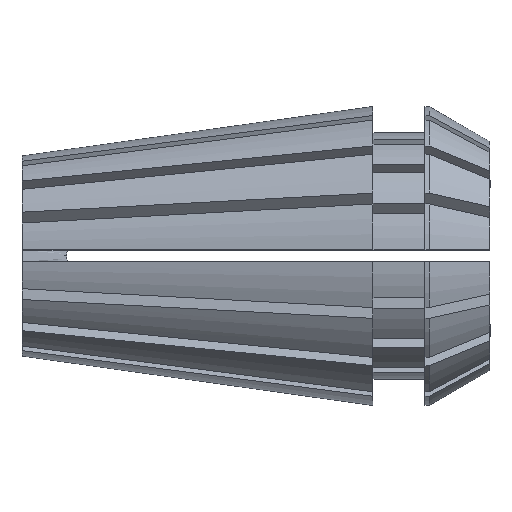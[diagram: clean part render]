
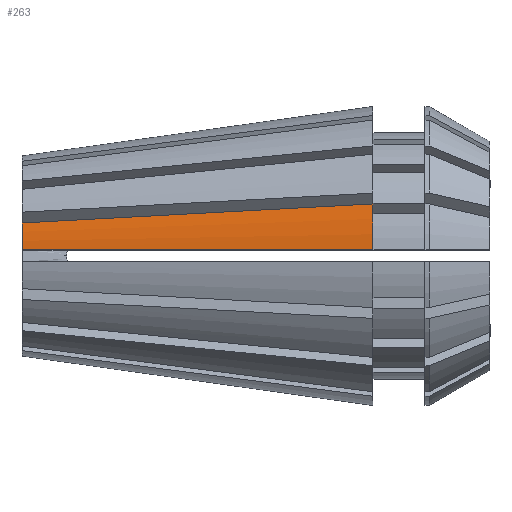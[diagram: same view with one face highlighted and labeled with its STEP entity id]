
A CAD part, top view. The second image highlights one B-rep face of the part: STEP entity #263.
In plain terms, the highlighted conical face has half-angle 8 degrees and reference radius 5.753 mm.
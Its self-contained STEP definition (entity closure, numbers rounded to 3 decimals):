
#58 = CARTESIAN_POINT ( 'NONE',  ( 0., 0., 0. ) ) ;
#234 = CARTESIAN_POINT ( 'NONE',  ( 13.5, 0., 0. ) ) ;
#263 = ADVANCED_FACE ( 'NONE', ( #2148 ), #2525, .T. ) ;
#327 = DIRECTION ( 'NONE',  ( -1., 0., 0. ) ) ;
#334 = DIRECTION ( 'NONE',  ( 0., 0., 1. ) ) ;
#402 = CARTESIAN_POINT ( 'NONE',  ( 5.527, 0.225, 4.627 ) ) ;
#523 = CARTESIAN_POINT ( 'NONE',  ( 13.5, 0., 0. ) ) ;
#529 = EDGE_CURVE ( 'NONE', #2965, #5556, #2734, .T. ) ;
#544 = CARTESIAN_POINT ( 'NONE',  ( 0., 1.265, 3.642 ) ) ;
#718 = EDGE_CURVE ( 'NONE', #868, #1139, #3488, .T. ) ;
#735 = AXIS2_PLACEMENT_3D ( 'NONE', #234, #1310, #1250 ) ;
#743 = ORIENTED_EDGE ( 'NONE', *, *, #718, .T. ) ;
#868 = VERTEX_POINT ( 'NONE', #1271 ) ;
#915 = AXIS2_PLACEMENT_3D ( 'NONE', #58, #327, #334 ) ;
#989 = ORIENTED_EDGE ( 'NONE', *, *, #529, .F. ) ;
#1063 = B_SPLINE_CURVE_WITH_KNOTS ( 'NONE', 3,
 ( #5139, #4431, #2184, #1728, #402, #5412, #4050, #1362, #5577, #4319 ),
 .UNSPECIFIED., .F., .F.,
 ( 4, 3, 3, 4 ),
 ( 0.023, 0.029, 0.036, 0.037 ),
 .UNSPECIFIED. ) ;
#1139 = VERTEX_POINT ( 'NONE', #4901 ) ;
#1210 = AXIS2_PLACEMENT_3D ( 'NONE', #523, #2006, #1944 ) ;
#1250 = DIRECTION ( 'NONE',  ( 0., 0., 1. ) ) ;
#1271 = CARTESIAN_POINT ( 'NONE',  ( 13.5, 0.225, 5.749 ) ) ;
#1310 = DIRECTION ( 'NONE',  ( -1., 0., 0. ) ) ;
#1362 = CARTESIAN_POINT ( 'NONE',  ( 0.607, 0.225, 3.935 ) ) ;
#1389 = EDGE_CURVE ( 'NONE', #5556, #1139, #1850, .T. ) ;
#1550 = ORIENTED_EDGE ( 'NONE', *, *, #2850, .F. ) ;
#1728 = CARTESIAN_POINT ( 'NONE',  ( 7.836, 0.225, 4.952 ) ) ;
#1839 = CARTESIAN_POINT ( 'NONE',  ( 0., 0.225, 3.849 ) ) ;
#1850 = B_SPLINE_CURVE_WITH_KNOTS ( 'NONE', 3,
 ( #5468, #3599, #3560, #3261, #2735, #3682, #2717 ),
 .UNSPECIFIED., .F., .F.,
 ( 4, 3, 4 ),
 ( 0., 0.007, 0.014 ),
 .UNSPECIFIED. ) ;
#1944 = DIRECTION ( 'NONE',  ( 0., 0., -1. ) ) ;
#2006 = DIRECTION ( 'NONE',  ( 1., 0., 0. ) ) ;
#2148 = FACE_OUTER_BOUND ( 'NONE', #3816, .T. ) ;
#2184 = CARTESIAN_POINT ( 'NONE',  ( 9.724, 0.225, 5.217 ) ) ;
#2525 = CONICAL_SURFACE ( 'NONE', #1210, 5.753, 0.14 ) ;
#2717 = CARTESIAN_POINT ( 'NONE',  ( 13.5, 1.992, 5.397 ) ) ;
#2734 = CIRCLE ( 'NONE', #915, 3.856 ) ;
#2735 = CARTESIAN_POINT ( 'NONE',  ( 8.969, 1.748, 4.808 ) ) ;
#2850 = EDGE_CURVE ( 'NONE', #868, #2965, #1063, .T. ) ;
#2965 = VERTEX_POINT ( 'NONE', #1839 ) ;
#3261 = CARTESIAN_POINT ( 'NONE',  ( 6.703, 1.626, 4.514 ) ) ;
#3488 = CIRCLE ( 'NONE', #735, 5.753 ) ;
#3560 = CARTESIAN_POINT ( 'NONE',  ( 4.469, 1.506, 4.223 ) ) ;
#3599 = CARTESIAN_POINT ( 'NONE',  ( 2.234, 1.385, 3.933 ) ) ;
#3682 = CARTESIAN_POINT ( 'NONE',  ( 11.234, 1.87, 5.103 ) ) ;
#3816 = EDGE_LOOP ( 'NONE', ( #4284, #989, #1550, #743 ) ) ;
#4050 = CARTESIAN_POINT ( 'NONE',  ( 0.91, 0.225, 3.977 ) ) ;
#4284 = ORIENTED_EDGE ( 'NONE', *, *, #1389, .F. ) ;
#4319 = CARTESIAN_POINT ( 'NONE',  ( 0., 0.225, 3.849 ) ) ;
#4431 = CARTESIAN_POINT ( 'NONE',  ( 11.612, 0.225, 5.483 ) ) ;
#4901 = CARTESIAN_POINT ( 'NONE',  ( 13.5, 1.992, 5.397 ) ) ;
#5139 = CARTESIAN_POINT ( 'NONE',  ( 13.5, 0.225, 5.749 ) ) ;
#5412 = CARTESIAN_POINT ( 'NONE',  ( 3.219, 0.225, 4.302 ) ) ;
#5468 = CARTESIAN_POINT ( 'NONE',  ( 0., 1.265, 3.642 ) ) ;
#5556 = VERTEX_POINT ( 'NONE', #544 ) ;
#5577 = CARTESIAN_POINT ( 'NONE',  ( 0.303, 0.225, 3.892 ) ) ;
